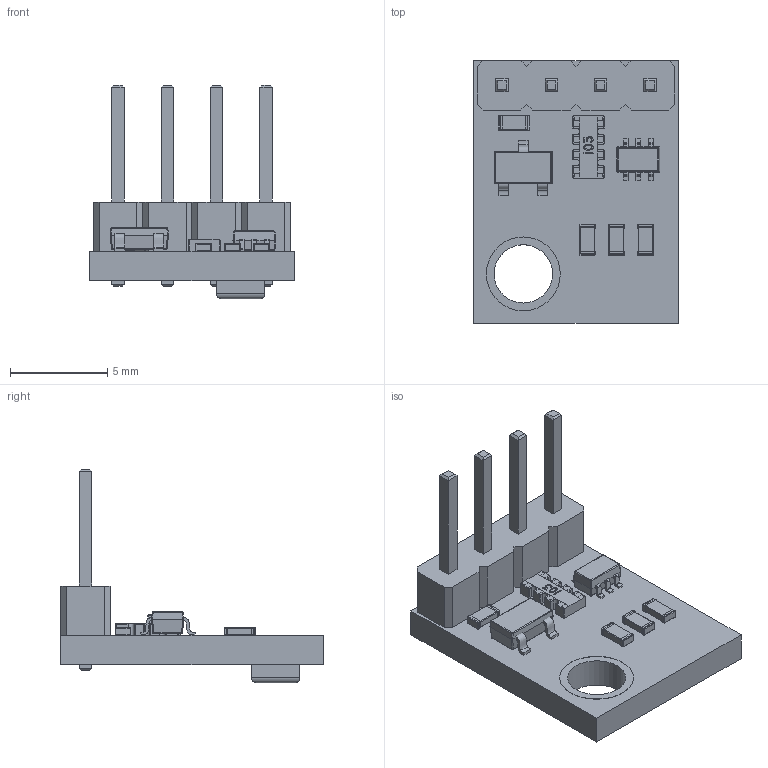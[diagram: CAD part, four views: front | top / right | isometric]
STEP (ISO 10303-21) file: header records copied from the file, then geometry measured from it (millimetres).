
FILE_DESCRIPTION((''),'2;1');
FILE_NAME('Sensor BME280.stp','2019-11-02T18:01:07',('Shuvalov'),(''),'Autodesk Inventor 2011','Autodesk Inventor 2011','');
FILE_SCHEMA(('CONFIG_CONTROL_DESIGN'));
Length unit declared in the file: millimetre
Products named in the file (10): Сборка датчика BME280; плата датчика BME280; SOT-363; PLS-4; Сборка 0805 4x; SOT23-3; C0603_040; Part 3; Part 2; Part 1
Assembly tree (12 placements, depth 3):
  Сборка датчика BME280
    плата датчика BME280
    SOT-363
    PLS-4
    Сборка 0805 4x
    SOT23-3
    C0603_040  x4
      Part 3
      Part 2
      Part 1
Bounding box: 10.5 x 13.5 x 10.97 mm (x, y, z)
Volume: 293.5 mm3; surface area: 653.1 mm2
Topology: 20 solids, 20 shells, 1034 faces, 2620 edges, 1670 vertices
Faces by surface type: plane 595, bspline 214, cylinder 185, sphere 40
Full cylindrical faces by diameter (mm): 0.3 x1, 0.9 x4, 1.524 x8, 3 x1, 3.8 x2
Entity records: 29446 total; most frequent: CARTESIAN_POINT 8292, ORIENTED_EDGE 4558, DIRECTION 3490, EDGE_CURVE 2279, VECTOR 1636, LINE 1636, VERTEX_POINT 1481, EDGE_LOOP 982
